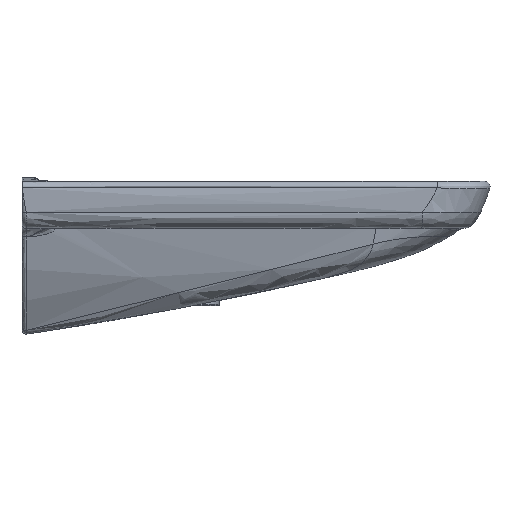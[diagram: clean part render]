
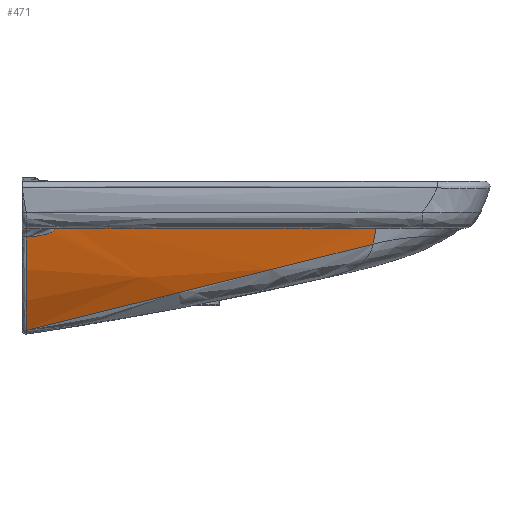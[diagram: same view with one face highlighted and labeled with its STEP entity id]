
A CAD part, left-side view. The second image highlights one B-rep face of the part: STEP entity #471.
In plain terms, the highlighted free-form (B-spline) face has degree [3, 3] with [5, 4] control points.
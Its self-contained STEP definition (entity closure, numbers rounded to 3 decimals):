
#264=B_SPLINE_SURFACE_WITH_KNOTS('',3,3,((#13363,#13364,#13365,#13366),
(#13367,#13368,#13369,#13370),(#13371,#13372,#13373,#13374),(#13375,#13376,
#13377,#13378),(#13379,#13380,#13381,#13382)),.UNSPECIFIED.,.F.,.F.,.F.,
(4,1,4),(4,4),(0.,0.5,1.),(0.,1.),.UNSPECIFIED.);
#337=(
BOUNDED_CURVE()
B_SPLINE_CURVE(3,(#13352,#13353,#13354,#13355),.UNSPECIFIED.,.F.,.F.)
B_SPLINE_CURVE_WITH_KNOTS((4,4),(0.,1.),.UNSPECIFIED.)
CURVE()
GEOMETRIC_REPRESENTATION_ITEM()
RATIONAL_B_SPLINE_CURVE((1.,1.,1.,
1.))
REPRESENTATION_ITEM('')
);
#338=(
BOUNDED_CURVE()
B_SPLINE_CURVE(3,(#13357,#13358,#13359,#13360,#13361,#13362),
 .UNSPECIFIED.,.F.,.F.)
B_SPLINE_CURVE_WITH_KNOTS((4,2,4),(0.,0.5,1.),.UNSPECIFIED.)
CURVE()
GEOMETRIC_REPRESENTATION_ITEM()
RATIONAL_B_SPLINE_CURVE((1.,1.,1.,
1.,1.,1.))
REPRESENTATION_ITEM('')
);
#471=ADVANCED_FACE('',(#670),#264,.F.);
#670=FACE_OUTER_BOUND('',#854,.T.);
#854=EDGE_LOOP('',(#1422,#1423,#1424,#1425,#1426,#1427,#1428));
#1422=ORIENTED_EDGE('',*,*,#2297,.T.);
#1423=ORIENTED_EDGE('',*,*,#2157,.T.);
#1424=ORIENTED_EDGE('',*,*,#2161,.T.);
#1425=ORIENTED_EDGE('',*,*,#2165,.T.);
#1426=ORIENTED_EDGE('',*,*,#2167,.T.);
#1427=ORIENTED_EDGE('',*,*,#2299,.F.);
#1428=ORIENTED_EDGE('',*,*,#2300,.F.);
#1818=VERTEX_POINT('',#5526);
#1834=VERTEX_POINT('',#5908);
#1870=VERTEX_POINT('',#7470);
#1875=VERTEX_POINT('',#7946);
#1876=VERTEX_POINT('',#8003);
#1945=VERTEX_POINT('',#13269);
#1946=VERTEX_POINT('',#13356);
#2157=EDGE_CURVE('',#1870,#1834,#2514,.T.);
#2161=EDGE_CURVE('',#1834,#1818,#2517,.T.);
#2165=EDGE_CURVE('',#1818,#1875,#2520,.T.);
#2167=EDGE_CURVE('',#1875,#1876,#2522,.T.);
#2297=EDGE_CURVE('',#1945,#1870,#2618,.T.);
#2299=EDGE_CURVE('',#1946,#1876,#337,.T.);
#2300=EDGE_CURVE('',#1945,#1946,#338,.T.);
#2514=B_SPLINE_CURVE_WITH_KNOTS('',3,(#7774,#7775,#7776,#7777),
 .UNSPECIFIED.,.F.,.F.,(4,4),(0.,1.),.UNSPECIFIED.);
#2517=B_SPLINE_CURVE_WITH_KNOTS('',3,(#7911,#7912,#7913,#7914),
 .UNSPECIFIED.,.F.,.F.,(4,4),(0.,1.),.UNSPECIFIED.);
#2520=B_SPLINE_CURVE_WITH_KNOTS('',3,(#7947,#7948,#7949,#7950),
 .UNSPECIFIED.,.F.,.F.,(4,4),(0.,1.),.UNSPECIFIED.);
#2522=B_SPLINE_CURVE_WITH_KNOTS('',3,(#8004,#8005,#8006,#8007,#8008,#8009,
#8010,#8011,#8012,#8013,#8014,#8015,#8016,#8017,#8018,#8019,#8020,#8021,
#8022,#8023,#8024,#8025),.UNSPECIFIED.,.F.,.F.,(4,2,2,1,2,2,2,1,1,1,2,2,
4),(0.,0.125,0.187,0.219,0.234,
0.25,0.375,0.437,0.469,
0.484,0.492,0.5,1.),.UNSPECIFIED.);
#2618=B_SPLINE_CURVE_WITH_KNOTS('',3,(#13251,#13252,#13253,#13254,#13255,
#13256,#13257,#13258,#13259,#13260,#13261,#13262,#13263,#13264,#13265,#13266,
#13267,#13268),.UNSPECIFIED.,.F.,.F.,(4,2,2,2,1,1,1,1,2,2,4),(0.,0.25,
0.375,0.438,0.469,0.484,
0.492,0.496,0.498,0.5,
1.),.UNSPECIFIED.);
#5526=CARTESIAN_POINT('',(-269.685,145.804,-45.599));
#5908=CARTESIAN_POINT('',(-269.788,-219.045,-45.599));
#7470=CARTESIAN_POINT('',(-265.323,-213.935,-73.065));
#7774=CARTESIAN_POINT('',(-265.323,-213.935,-73.065));
#7775=CARTESIAN_POINT('',(-267.202,-216.085,-63.958));
#7776=CARTESIAN_POINT('',(-268.691,-217.788,-54.791));
#7777=CARTESIAN_POINT('',(-269.789,-219.045,-45.599));
#7911=CARTESIAN_POINT('',(-269.789,-219.045,-45.599));
#7912=CARTESIAN_POINT('',(-271.185,-97.434,-45.599));
#7913=CARTESIAN_POINT('',(-271.149,24.194,-45.599));
#7914=CARTESIAN_POINT('',(-269.685,145.804,-45.599));
#7946=CARTESIAN_POINT('',(-268.057,156.853,-56.404));
#7947=CARTESIAN_POINT('',(-269.685,145.804,-45.599));
#7948=CARTESIAN_POINT('',(-269.184,149.649,-49.36));
#7949=CARTESIAN_POINT('',(-268.636,153.332,-52.961));
#7950=CARTESIAN_POINT('',(-268.057,156.853,-56.404));
#8003=CARTESIAN_POINT('',(-266.213,187.342,-64.848));
#8004=CARTESIAN_POINT('',(-268.057,156.853,-56.404));
#8005=CARTESIAN_POINT('',(-267.905,157.778,-57.308));
#8006=CARTESIAN_POINT('',(-267.761,158.8,-58.121));
#8007=CARTESIAN_POINT('',(-267.563,160.48,-59.205));
#8008=CARTESIAN_POINT('',(-267.5,161.065,-59.543));
#8009=CARTESIAN_POINT('',(-267.409,161.978,-60.017));
#8010=CARTESIAN_POINT('',(-267.365,162.444,-60.245));
#8011=CARTESIAN_POINT('',(-267.322,162.924,-60.461));
#8012=CARTESIAN_POINT('',(-267.294,163.246,-60.602));
#8013=CARTESIAN_POINT('',(-267.278,163.444,-60.685));
#8014=CARTESIAN_POINT('',(-267.181,164.609,-61.164));
#8015=CARTESIAN_POINT('',(-267.099,165.772,-61.553));
#8016=CARTESIAN_POINT('',(-266.982,167.706,-62.083));
#8017=CARTESIAN_POINT('',(-266.924,168.722,-62.334));
#8018=CARTESIAN_POINT('',(-266.86,169.989,-62.603));
#8019=CARTESIAN_POINT('',(-266.829,170.644,-62.731));
#8020=CARTESIAN_POINT('',(-266.815,170.929,-62.785));
#8021=CARTESIAN_POINT('',(-266.806,171.12,-62.821));
#8022=CARTESIAN_POINT('',(-266.8,171.264,-62.847));
#8023=CARTESIAN_POINT('',(-266.654,174.474,-63.429));
#8024=CARTESIAN_POINT('',(-266.462,179.818,-64.093));
#8025=CARTESIAN_POINT('',(-266.213,187.342,-64.848));
#13251=CARTESIAN_POINT('',(-225.214,190.064,-173.644));
#13252=CARTESIAN_POINT('',(-230.168,159.88,-166.129));
#13253=CARTESIAN_POINT('',(-234.896,128.003,-158.196));
#13254=CARTESIAN_POINT('',(-241.492,77.646,-145.66));
#13255=CARTESIAN_POINT('',(-243.608,60.438,-141.375));
#13256=CARTESIAN_POINT('',(-246.636,33.989,-134.791));
#13257=CARTESIAN_POINT('',(-247.621,25.067,-132.569));
#13258=CARTESIAN_POINT('',(-249.059,11.526,-129.198));
#13259=CARTESIAN_POINT('',(-249.769,4.715,-127.503));
#13260=CARTESIAN_POINT('',(-250.579,-3.3,-125.507));
#13261=CARTESIAN_POINT('',(-250.979,-7.325,-124.505));
#13262=CARTESIAN_POINT('',(-251.178,-9.341,-124.003));
#13263=CARTESIAN_POINT('',(-251.263,-10.207,-123.788));
#13264=CARTESIAN_POINT('',(-251.32,-10.784,-123.644));
#13265=CARTESIAN_POINT('',(-251.353,-11.127,-123.559));
#13266=CARTESIAN_POINT('',(-257.241,-71.258,-108.591));
#13267=CARTESIAN_POINT('',(-262.252,-138.791,-91.776));
#13268=CARTESIAN_POINT('',(-265.323,-213.935,-73.065));
#13269=CARTESIAN_POINT('',(-225.214,190.064,-173.644));
#13352=CARTESIAN_POINT('',(-266.173,190.073,-64.848));
#13353=CARTESIAN_POINT('',(-266.186,189.163,-64.848));
#13354=CARTESIAN_POINT('',(-266.2,188.253,-64.848));
#13355=CARTESIAN_POINT('',(-266.213,187.342,-64.848));
#13356=CARTESIAN_POINT('',(-266.173,190.073,-64.848));
#13357=CARTESIAN_POINT('',(-225.214,190.064,-173.644));
#13358=CARTESIAN_POINT('',(-235.223,190.066,-156.941));
#13359=CARTESIAN_POINT('',(-243.737,190.068,-139.313));
#13360=CARTESIAN_POINT('',(-257.46,190.071,-102.874));
#13361=CARTESIAN_POINT('',(-262.681,190.073,-84.003));
#13362=CARTESIAN_POINT('',(-266.173,190.073,-64.848));
#13363=CARTESIAN_POINT('',(-268.383,-353.891,-39.));
#13364=CARTESIAN_POINT('',(-272.272,-161.261,-39.));
#13365=CARTESIAN_POINT('',(-272.566,31.441,-39.));
#13366=CARTESIAN_POINT('',(-269.275,224.083,-39.));
#13367=CARTESIAN_POINT('',(-265.9,-353.841,-63.791));
#13368=CARTESIAN_POINT('',(-269.789,-161.242,-63.791));
#13369=CARTESIAN_POINT('',(-270.082,31.43,-63.791));
#13370=CARTESIAN_POINT('',(-266.791,224.04,-63.791));
#13371=CARTESIAN_POINT('',(-255.207,-353.625,-112.797));
#13372=CARTESIAN_POINT('',(-259.094,-161.159,-112.798));
#13373=CARTESIAN_POINT('',(-259.386,31.38,-112.798));
#13374=CARTESIAN_POINT('',(-256.098,223.857,-112.797));
#13375=CARTESIAN_POINT('',(-233.626,-353.19,-158.075));
#13376=CARTESIAN_POINT('',(-237.508,-160.992,-158.076));
#13377=CARTESIAN_POINT('',(-237.798,31.279,-158.076));
#13378=CARTESIAN_POINT('',(-234.516,223.489,-158.075));
#13379=CARTESIAN_POINT('',(-220.397,-352.923,-179.186));
#13380=CARTESIAN_POINT('',(-224.276,-160.889,-179.187));
#13381=CARTESIAN_POINT('',(-224.565,31.217,-179.187));
#13382=CARTESIAN_POINT('',(-221.286,223.262,-179.186));
